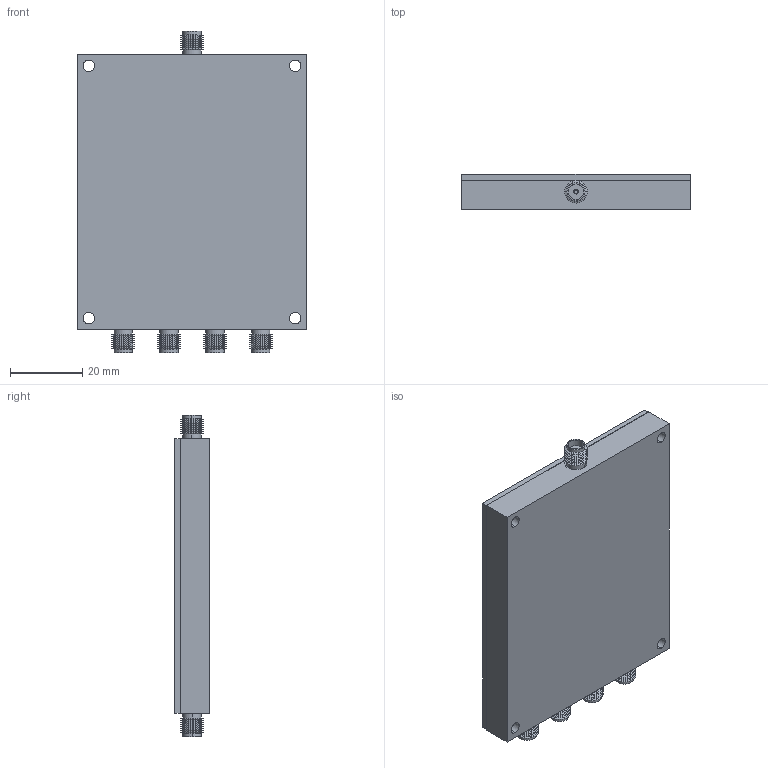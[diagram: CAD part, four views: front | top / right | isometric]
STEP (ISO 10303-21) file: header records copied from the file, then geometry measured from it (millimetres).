
FILE_DESCRIPTION (( 'STEP AP214' ), '1' );
FILE_NAME ('DMS 423_C.STEP', '2022-07-28T17:49:29', ( '' ), ( '' ), 'SwSTEP 2.0', 'SolidWorks 2021', '' );
FILE_SCHEMA (( 'AUTOMOTIVE_DESIGN' ));
Length unit declared in the file: inch
Products named in the file (1): DMS 423_C
Bounding box: 63.5 x 9.65 x 89 mm (x, y, z)
Volume: 46912.6 mm3; surface area: 25450.3 mm2
Topology: 17 solids, 17 shells, 1064 faces, 2679 edges, 1696 vertices
Faces by surface type: cylinder 565, plane 277, cone 180, bspline 42
Entity records: 40513 total; most frequent: CARTESIAN_POINT 7848, DIRECTION 5881, ORIENTED_EDGE 5358, EDGE_CURVE 2679, AXIS2_PLACEMENT_3D 2273, VERTEX_POINT 1696, VECTOR 1335, LINE 1335
